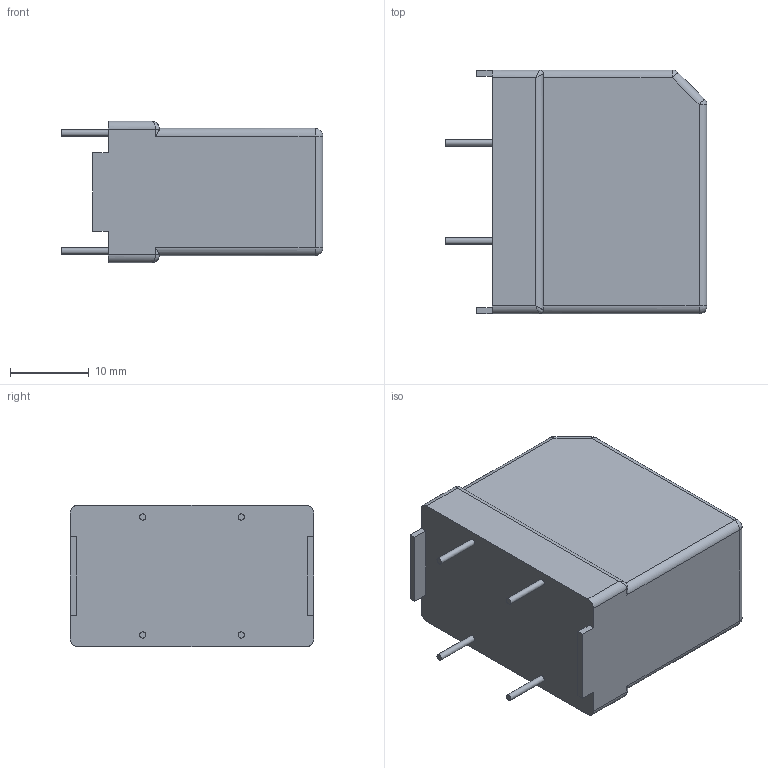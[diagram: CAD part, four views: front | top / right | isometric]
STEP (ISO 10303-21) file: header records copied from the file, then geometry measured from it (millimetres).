
FILE_DESCRIPTION((''),'2;1');
FILE_NAME('RN222.stp','2014-09-23T10:41:21',('erika.jenzer'),(''),'Autodesk Inventor 2013','Autodesk Inventor 2013','');
FILE_SCHEMA(('AUTOMOTIVE_DESIGN { 1 0 10303 214 1 1 1 1 }'));
Length unit declared in the file: millimetre
Products named in the file (1): RN222
Bounding box: 33.3 x 31 x 18 mm (x, y, z)
Volume: 13934.7 mm3; surface area: 3701.1 mm2
Topology: 1 solids, 1 shells, 60 faces, 136 edges, 78 vertices
Faces by surface type: cylinder 25, plane 25, sphere 6, bspline 4
Full cylindrical faces by diameter (mm): 0.8 x4
Entity records: 1838 total; most frequent: CARTESIAN_POINT 431, DIRECTION 280, ORIENTED_EDGE 256, EDGE_CURVE 128, AXIS2_PLACEMENT_3D 103, VERTEX_POINT 78, VECTOR 74, LINE 74
